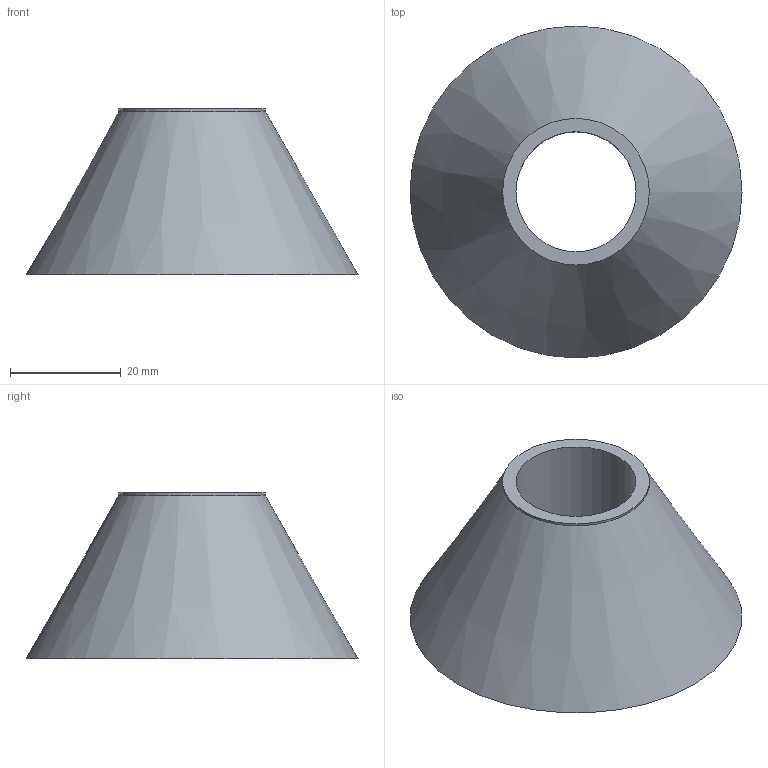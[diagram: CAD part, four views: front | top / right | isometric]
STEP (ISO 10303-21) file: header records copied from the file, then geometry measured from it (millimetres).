
FILE_DESCRIPTION(/* description */ (''),/* implementation_level */ '2;1');
FILE_NAME(/* name */ 'd300_spool_wedge.step',/* time_stamp */ '2017-07-21T18:28:53-04:00',/* author */ (''),/* organization */ (''),/* preprocessor_version */ 'ST-DEVELOPER v16.13',/* originating_system */ 'Autodesk Translation Framework v6.1.1.50',/* authorisation */ '');
FILE_SCHEMA (('AUTOMOTIVE_DESIGN { 1 0 10303 214 3 1 1 }'));
Length unit declared in the file: millimetre
Products named in the file (2): spool_wedge v1; Component1
Assembly tree (1 placements, depth 2):
  spool_wedge v1
    Component1
Bounding box: 60 x 60 x 30 mm (x, y, z)
Volume: 15944.9 mm3; surface area: 14404.6 mm2
Topology: 1 solids, 1 shells, 21 faces, 45 edges, 30 vertices
Faces by surface type: plane 10, cylinder 6, cone 5
Full cylindrical faces by diameter (mm): 21.7 x1, 26.5 x1
Entity records: 590 total; most frequent: CARTESIAN_POINT 110, DIRECTION 98, ORIENTED_EDGE 82, EDGE_CURVE 41, AXIS2_PLACEMENT_3D 41, EDGE_LOOP 30, VERTEX_POINT 29, FACE_OUTER_BOUND 21
